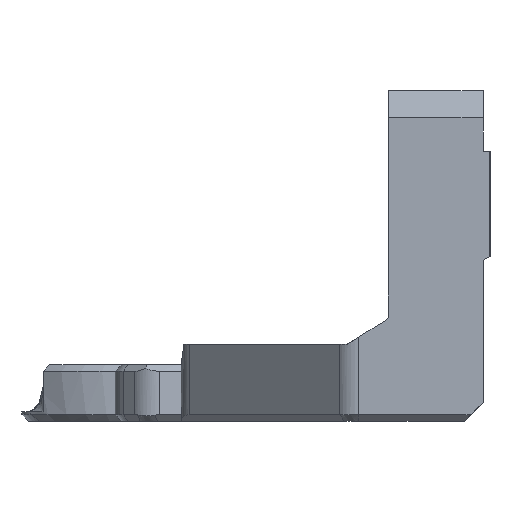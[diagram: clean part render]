
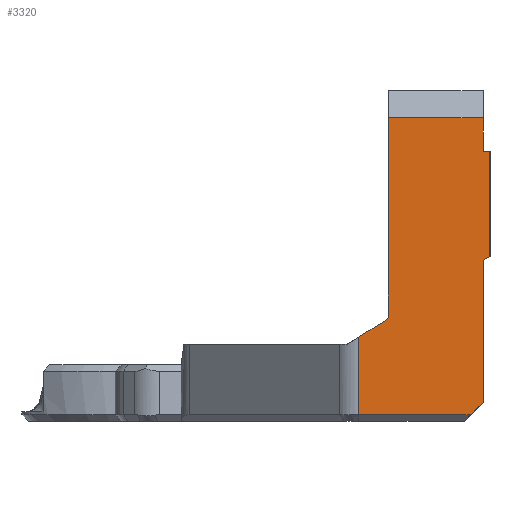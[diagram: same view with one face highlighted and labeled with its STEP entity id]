
A CAD part, left-side view. The second image highlights one B-rep face of the part: STEP entity #3320.
In plain terms, the highlighted planar face has unit normal (-1, 0, 0).
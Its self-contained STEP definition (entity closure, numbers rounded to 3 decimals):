
#286=LINE('',#5162,#583);
#289=LINE('',#5171,#586);
#290=LINE('',#5173,#587);
#291=LINE('',#5175,#588);
#292=LINE('',#5177,#589);
#293=LINE('',#5179,#590);
#294=LINE('',#5181,#591);
#295=LINE('',#5183,#592);
#296=LINE('',#5185,#593);
#297=LINE('',#5187,#594);
#298=LINE('',#5189,#595);
#299=LINE('',#5190,#596);
#583=VECTOR('',#4043,10.);
#586=VECTOR('',#4052,10.);
#587=VECTOR('',#4053,10.);
#588=VECTOR('',#4054,10.);
#589=VECTOR('',#4055,10.);
#590=VECTOR('',#4056,10.);
#591=VECTOR('',#4057,10.);
#592=VECTOR('',#4058,10.);
#593=VECTOR('',#4059,10.);
#594=VECTOR('',#4060,10.);
#595=VECTOR('',#4061,10.);
#596=VECTOR('',#4062,10.);
#837=PLANE('',#3601);
#939=FACE_OUTER_BOUND('',#1135,.T.);
#1135=EDGE_LOOP('',(#2442,#2443,#2444,#2445,#2446,#2447,#2448,#2449,#2450,
#2451,#2452,#2453));
#1522=VERTEX_POINT('',#5160);
#1523=VERTEX_POINT('',#5161);
#1526=VERTEX_POINT('',#5170);
#1527=VERTEX_POINT('',#5172);
#1528=VERTEX_POINT('',#5174);
#1529=VERTEX_POINT('',#5176);
#1530=VERTEX_POINT('',#5178);
#1531=VERTEX_POINT('',#5180);
#1532=VERTEX_POINT('',#5182);
#1533=VERTEX_POINT('',#5184);
#1534=VERTEX_POINT('',#5186);
#1535=VERTEX_POINT('',#5188);
#1874=EDGE_CURVE('',#1522,#1523,#286,.T.);
#1879=EDGE_CURVE('',#1526,#1522,#289,.T.);
#1880=EDGE_CURVE('',#1527,#1526,#290,.T.);
#1881=EDGE_CURVE('',#1528,#1527,#291,.T.);
#1882=EDGE_CURVE('',#1528,#1529,#292,.T.);
#1883=EDGE_CURVE('',#1530,#1529,#293,.T.);
#1884=EDGE_CURVE('',#1530,#1531,#294,.T.);
#1885=EDGE_CURVE('',#1531,#1532,#295,.T.);
#1886=EDGE_CURVE('',#1532,#1533,#296,.T.);
#1887=EDGE_CURVE('',#1534,#1533,#297,.T.);
#1888=EDGE_CURVE('',#1534,#1535,#298,.T.);
#1889=EDGE_CURVE('',#1535,#1523,#299,.T.);
#2442=ORIENTED_EDGE('',*,*,#1874,.F.);
#2443=ORIENTED_EDGE('',*,*,#1879,.F.);
#2444=ORIENTED_EDGE('',*,*,#1880,.F.);
#2445=ORIENTED_EDGE('',*,*,#1881,.F.);
#2446=ORIENTED_EDGE('',*,*,#1882,.T.);
#2447=ORIENTED_EDGE('',*,*,#1883,.F.);
#2448=ORIENTED_EDGE('',*,*,#1884,.T.);
#2449=ORIENTED_EDGE('',*,*,#1885,.T.);
#2450=ORIENTED_EDGE('',*,*,#1886,.T.);
#2451=ORIENTED_EDGE('',*,*,#1887,.F.);
#2452=ORIENTED_EDGE('',*,*,#1888,.T.);
#2453=ORIENTED_EDGE('',*,*,#1889,.T.);
#3320=ADVANCED_FACE('',(#939),#837,.T.);
#3601=AXIS2_PLACEMENT_3D('',#5169,#4050,#4051);
#4043=DIRECTION('',(0.,-0.846,0.533));
#4050=DIRECTION('center_axis',(-1.,0.,0.));
#4051=DIRECTION('ref_axis',(0.,-1.,0.));
#4052=DIRECTION('',(0.,0.,1.));
#4053=DIRECTION('',(0.,1.,0.));
#4054=DIRECTION('',(0.,0.707,-0.707));
#4055=DIRECTION('',(0.,0.,1.));
#4056=DIRECTION('',(0.,0.894,-0.447));
#4057=DIRECTION('',(0.,0.,1.));
#4058=DIRECTION('',(0.,1.,0.));
#4059=DIRECTION('',(0.,0.,1.));
#4060=DIRECTION('',(0.,-1.,0.));
#4061=DIRECTION('',(0.,0.,-1.));
#4062=DIRECTION('',(0.,0.707,-0.707));
#5160=CARTESIAN_POINT('',(-30.,-17.828,0.822));
#5161=CARTESIAN_POINT('',(-30.,-19.7,2.));
#5162=CARTESIAN_POINT('',(-30.,-17.607,0.682));
#5169=CARTESIAN_POINT('Origin',(-30.,-17.,0.));
#5170=CARTESIAN_POINT('',(-30.,-17.828,-4.9));
#5171=CARTESIAN_POINT('',(-30.,-17.828,0.));
#5172=CARTESIAN_POINT('',(-30.,-26.1,-4.9));
#5173=CARTESIAN_POINT('',(-30.,-13.202,-4.9));
#5174=CARTESIAN_POINT('',(-30.,-27.,-4.));
#5175=CARTESIAN_POINT('',(-30.,-25.15,-5.85));
#5176=CARTESIAN_POINT('',(-30.,-27.,6.5));
#5177=CARTESIAN_POINT('',(-30.,-27.,3.25));
#5178=CARTESIAN_POINT('',(-30.,-27.5,6.75));
#5179=CARTESIAN_POINT('',(-30.,-21.95,3.975));
#5180=CARTESIAN_POINT('',(-30.,-27.5,14.5));
#5181=CARTESIAN_POINT('',(-30.,-27.5,5.25));
#5182=CARTESIAN_POINT('',(-30.,-27.,14.5));
#5183=CARTESIAN_POINT('',(-30.,-22.,14.5));
#5184=CARTESIAN_POINT('',(-30.,-27.,17.));
#5185=CARTESIAN_POINT('',(-30.,-27.,9.));
#5186=CARTESIAN_POINT('',(-30.,-20.,17.));
#5187=CARTESIAN_POINT('',(-30.,-13.202,17.));
#5188=CARTESIAN_POINT('',(-30.,-20.,2.3));
#5189=CARTESIAN_POINT('',(-30.,-20.,9.65));
#5190=CARTESIAN_POINT('',(-30.,-18.675,0.975));
